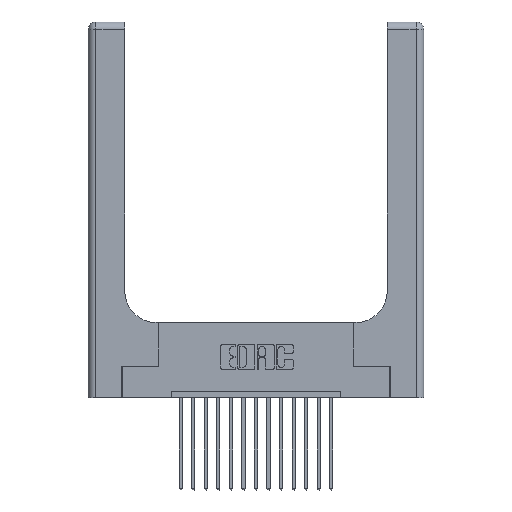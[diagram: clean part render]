
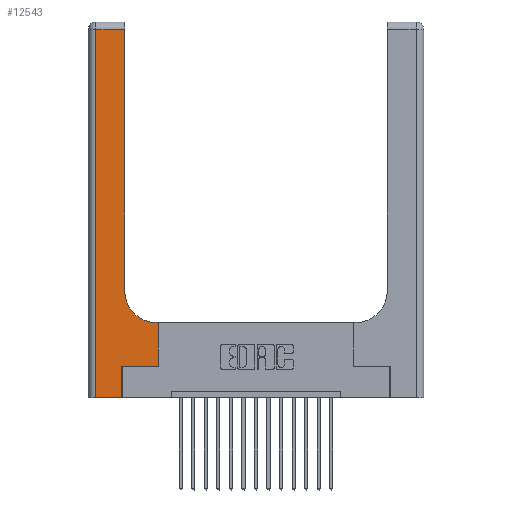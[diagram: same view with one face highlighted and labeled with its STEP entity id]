
A CAD part, top view. The second image highlights one B-rep face of the part: STEP entity #12543.
In plain terms, the highlighted planar face has unit normal (0, 0, 1).
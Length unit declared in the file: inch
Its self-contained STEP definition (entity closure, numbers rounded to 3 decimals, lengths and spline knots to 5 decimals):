
#158 = ORIENTED_EDGE ( 'NONE', *, *, #11486, .T. ) ;
#615 = DIRECTION ( 'NONE',  ( -1., 0., 0. ) ) ;
#631 = EDGE_CURVE ( 'NONE', #1866, #5224, #11619, .T. ) ;
#1619 = DIRECTION ( 'NONE',  ( 1., 0., 0. ) ) ;
#1804 = CARTESIAN_POINT ( 'NONE',  ( 0.06, 2.94, 0.37 ) ) ;
#1840 = VERTEX_POINT ( 'NONE', #12272 ) ;
#1866 = VERTEX_POINT ( 'NONE', #4959 ) ;
#1922 = AXIS2_PLACEMENT_3D ( 'NONE', #4433, #5916, #1619 ) ;
#2297 = CARTESIAN_POINT ( 'NONE',  ( 0.06, 3., 0.37 ) ) ;
#2427 = CARTESIAN_POINT ( 'NONE',  ( 0.269, 0., 0.37 ) ) ;
#3106 = VECTOR ( 'NONE', #17883, 39.37008 ) ;
#3108 = ORIENTED_EDGE ( 'NONE', *, *, #8443, .T. ) ;
#3416 = CARTESIAN_POINT ( 'NONE',  ( 0.2915, 0.6, 0.37 ) ) ;
#3477 = CARTESIAN_POINT ( 'NONE',  ( 0.5585, 0.6, 0.37 ) ) ;
#3691 = CARTESIAN_POINT ( 'NONE',  ( 0.5585, 0.25, 0.37 ) ) ;
#4433 = CARTESIAN_POINT ( 'NONE',  ( 0.5415, 0.85, 0.37 ) ) ;
#4445 = VECTOR ( 'NONE', #12724, 39.37008 ) ;
#4959 = CARTESIAN_POINT ( 'NONE',  ( 0.5585, 0.25, 0.37 ) ) ;
#5061 = CIRCLE ( 'NONE', #1922, 0.25 ) ;
#5104 = CARTESIAN_POINT ( 'NONE',  ( 0.2915, 0.85, 0.37 ) ) ;
#5148 = DIRECTION ( 'NONE',  ( 0., 1., 0. ) ) ;
#5197 = LINE ( 'NONE', #6463, #16394 ) ;
#5224 = VERTEX_POINT ( 'NONE', #3477 ) ;
#5291 = CARTESIAN_POINT ( 'NONE',  ( 0.06, 0., 0.37 ) ) ;
#5466 = DIRECTION ( 'NONE',  ( 0., 1., 0. ) ) ;
#5680 = EDGE_CURVE ( 'NONE', #14406, #17436, #17916, .T. ) ;
#5916 = DIRECTION ( 'NONE',  ( 0., 0., -1. ) ) ;
#5971 = EDGE_CURVE ( 'NONE', #17436, #16895, #14500, .T. ) ;
#6463 = CARTESIAN_POINT ( 'NONE',  ( 0.269, 0.25, 0.37 ) ) ;
#7455 = ORIENTED_EDGE ( 'NONE', *, *, #5971, .T. ) ;
#7635 = CARTESIAN_POINT ( 'NONE',  ( 0., 0., 0.37 ) ) ;
#7891 = DIRECTION ( 'NONE',  ( 1., 0., 0. ) ) ;
#8443 = EDGE_CURVE ( 'NONE', #5224, #1840, #16261, .T. ) ;
#9013 = DIRECTION ( 'NONE',  ( -1., 0., 0. ) ) ;
#9181 = ORIENTED_EDGE ( 'NONE', *, *, #10856, .T. ) ;
#9817 = DIRECTION ( 'NONE',  ( 0., -1., 0. ) ) ;
#10415 = PLANE ( 'NONE',  #12410 ) ;
#10422 = VECTOR ( 'NONE', #9817, 39.37008 ) ;
#10527 = DIRECTION ( 'NONE',  ( 0., 0., -1. ) ) ;
#10707 = VECTOR ( 'NONE', #5148, 39.37008 ) ;
#10856 = EDGE_CURVE ( 'NONE', #16895, #1866, #5197, .T. ) ;
#10900 = LINE ( 'NONE', #13448, #3106 ) ;
#11370 = VECTOR ( 'NONE', #18146, 39.37008 ) ;
#11395 = EDGE_LOOP ( 'NONE', ( #11572, #158, #16414, #11413, #7455, #9181, #15679, #3108, #16526 ) ) ;
#11413 = ORIENTED_EDGE ( 'NONE', *, *, #5680, .T. ) ;
#11486 = EDGE_CURVE ( 'NONE', #12094, #18616, #10900, .T. ) ;
#11572 = ORIENTED_EDGE ( 'NONE', *, *, #13333, .T. ) ;
#11619 = LINE ( 'NONE', #3691, #10707 ) ;
#11890 = CARTESIAN_POINT ( 'NONE',  ( 0., 3., 0.37 ) ) ;
#12094 = VERTEX_POINT ( 'NONE', #18130 ) ;
#12272 = CARTESIAN_POINT ( 'NONE',  ( 0.5415, 0.6, 0.37 ) ) ;
#12402 = VECTOR ( 'NONE', #615, 39.37008 ) ;
#12410 = AXIS2_PLACEMENT_3D ( 'NONE', #11890, #10527, #9013 ) ;
#12543 = ADVANCED_FACE ( 'NONE', ( #16188 ), #10415, .F. ) ;
#12724 = DIRECTION ( 'NONE',  ( 1., 0., 0. ) ) ;
#12726 = VERTEX_POINT ( 'NONE', #5104 ) ;
#12910 = VECTOR ( 'NONE', #5466, 39.37008 ) ;
#13333 = EDGE_CURVE ( 'NONE', #12726, #12094, #16175, .T. ) ;
#13448 = CARTESIAN_POINT ( 'NONE',  ( 0., 2.94, 0.37 ) ) ;
#13765 = CARTESIAN_POINT ( 'NONE',  ( 0.2915, 3., 0.37 ) ) ;
#13949 = CARTESIAN_POINT ( 'NONE',  ( 0.269, 0.25, 0.37 ) ) ;
#14291 = LINE ( 'NONE', #2297, #10422 ) ;
#14372 = EDGE_CURVE ( 'NONE', #18616, #14406, #14291, .T. ) ;
#14406 = VERTEX_POINT ( 'NONE', #5291 ) ;
#14500 = LINE ( 'NONE', #2427, #12910 ) ;
#14683 = CARTESIAN_POINT ( 'NONE',  ( 0.269, 0., 0.37 ) ) ;
#15679 = ORIENTED_EDGE ( 'NONE', *, *, #631, .T. ) ;
#16175 = LINE ( 'NONE', #13765, #11370 ) ;
#16188 = FACE_OUTER_BOUND ( 'NONE', #11395, .T. ) ;
#16261 = LINE ( 'NONE', #3416, #12402 ) ;
#16394 = VECTOR ( 'NONE', #7891, 39.37008 ) ;
#16414 = ORIENTED_EDGE ( 'NONE', *, *, #14372, .T. ) ;
#16526 = ORIENTED_EDGE ( 'NONE', *, *, #18068, .T. ) ;
#16895 = VERTEX_POINT ( 'NONE', #13949 ) ;
#17436 = VERTEX_POINT ( 'NONE', #14683 ) ;
#17883 = DIRECTION ( 'NONE',  ( -1., 0., 0. ) ) ;
#17916 = LINE ( 'NONE', #7635, #4445 ) ;
#18068 = EDGE_CURVE ( 'NONE', #1840, #12726, #5061, .T. ) ;
#18130 = CARTESIAN_POINT ( 'NONE',  ( 0.2915, 2.94, 0.37 ) ) ;
#18146 = DIRECTION ( 'NONE',  ( 0., 1., 0. ) ) ;
#18616 = VERTEX_POINT ( 'NONE', #1804 ) ;
